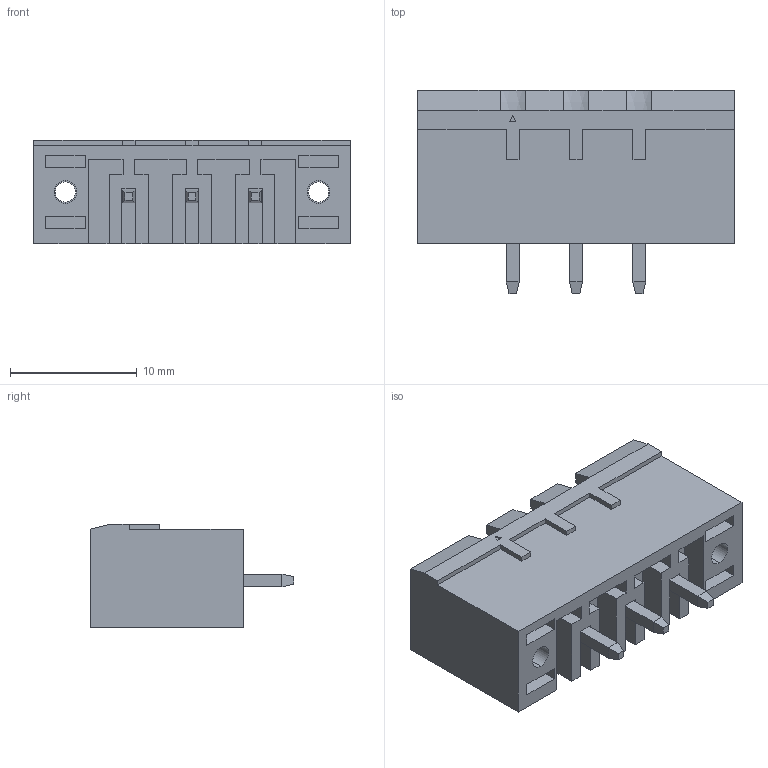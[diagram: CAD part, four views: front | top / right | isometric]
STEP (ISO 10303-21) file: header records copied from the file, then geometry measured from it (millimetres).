
FILE_DESCRIPTION (( 'STEP AP214' ), '1' );
FILE_NAME ('2EDGVM-5.0-03P-14-00AH.STEP', '2021-03-07T19:51:08', ( '' ), ( '' ), 'SwSTEP 2.0', 'SolidWorks 2020', '' );
FILE_SCHEMA (( 'AUTOMOTIVE_DESIGN' ));
Length unit declared in the file: millimetre
Products named in the file (1): 2EDGVM-5.0-03P-14-00AH
Bounding box: 25 x 16.1 x 8.2 mm (x, y, z)
Volume: 1382.1 mm3; surface area: 2324.6 mm2
Topology: 1 solids, 1 shells, 621 faces, 1687 edges, 1108 vertices
Faces by surface type: plane 460, bspline 127, cylinder 21, cone 13
Entity records: 30196 total; most frequent: CARTESIAN_POINT 11042, ORIENTED_EDGE 3374, DIRECTION 2446, EDGE_CURVE 1687, VECTOR 1238, LINE 1238, VERTEX_POINT 1108, EDGE_LOOP 665
